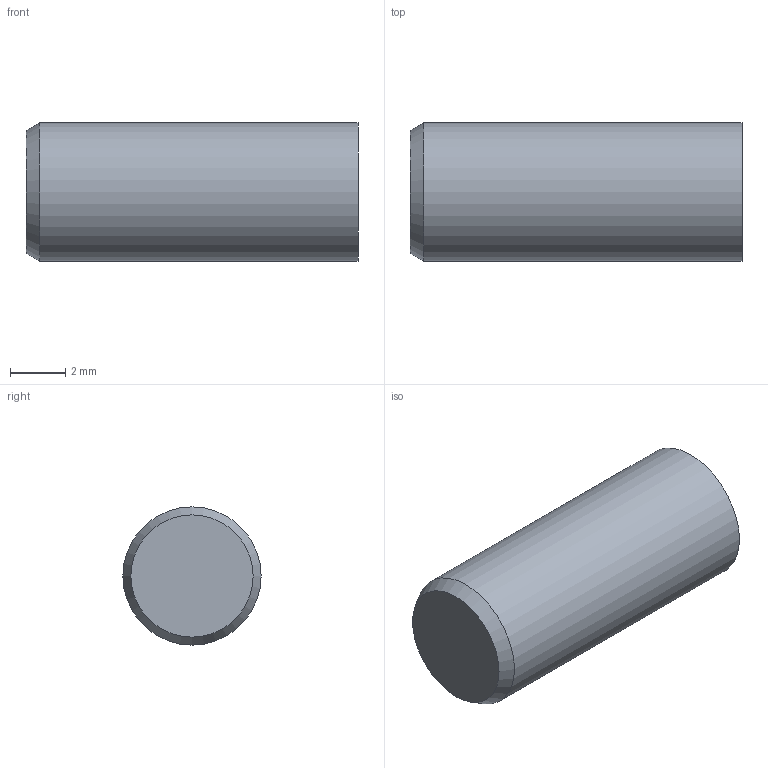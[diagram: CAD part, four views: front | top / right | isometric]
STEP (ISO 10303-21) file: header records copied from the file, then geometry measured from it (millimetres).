
FILE_DESCRIPTION( ( 'STEP AP214' ), '1' );
FILE_NAME( 'K0335.305_0.stp', '2020-12-03T09:01:29', ( '' ), ( '' ), ' ', 'PARTsolutions', ' ' );
FILE_SCHEMA( ( 'AUTOMOTIVE_DESIGN { 1 0 10303 214 1 1 1 1 }' ) );
Length unit declared in the file: millimetre
Products named in the file (1): _K0335.305_0
Bounding box: 12 x 5 x 5 mm (x, y, z)
Volume: 192.7 mm3; surface area: 346.6 mm2
Topology: 1 solids, 2 shells, 9 faces, 18 edges, 12 vertices
Faces by surface type: cylinder 3, plane 3, sphere 2, cone 1
Full cylindrical faces by diameter (mm): 3.998 x2, 5 x1
Entity records: 258 total; most frequent: DIRECTION 34, CARTESIAN_POINT 26, AXIS2_PLACEMENT_3D 17, EDGE_LOOP 14, ORIENTED_EDGE 14, FACE_OUTER_BOUND 12, STYLED_ITEM 9, PRESENTATION_STYLE_ASSIGNMENT 9
